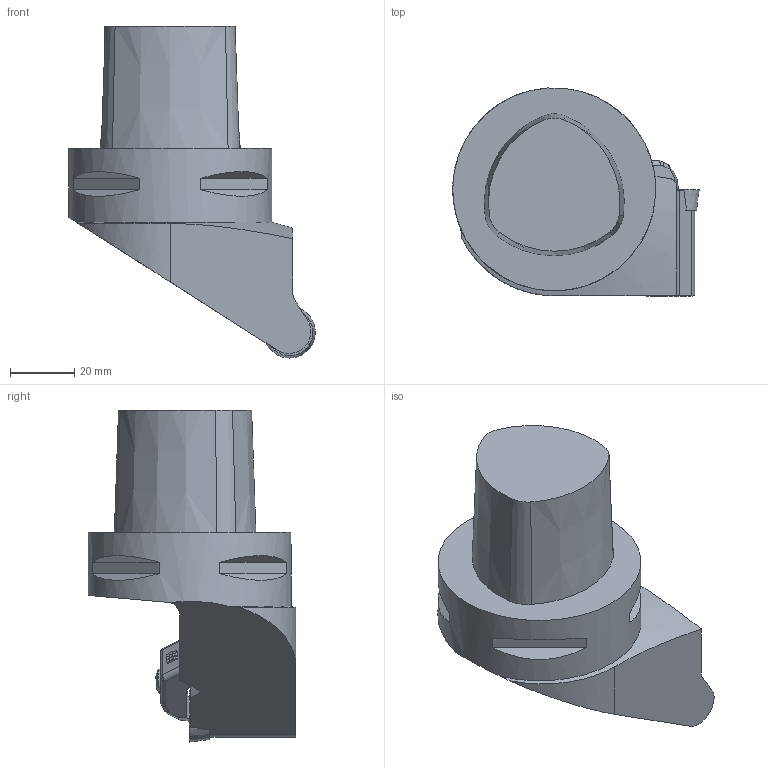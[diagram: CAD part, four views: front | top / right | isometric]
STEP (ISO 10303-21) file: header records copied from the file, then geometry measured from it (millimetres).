
FILE_DESCRIPTION(/* description */ (''),/* implementation_level */ '2;1');
FILE_NAME(/* name */ 'C6-DRSCL-45065-16JETI_Basic.stp',/* time_stamp */ '2024-01-31T14:55:26+05:00',/* author */ (''),/* organization */ (''),/* preprocessor_version */ 'ST-DEVELOPER v16.7',/* originating_system */ 'SIEMENS PLM Software NX 12.0',/* authorisation */ '');
FILE_SCHEMA (('AUTOMOTIVE_DESIGN { 1 0 10303 214 3 1 1 1 }'));
Length unit declared in the file: millimetre
Products named in the file (4): CUT; NOCUT; ASSEMBLY_CONSTRUCTION; A2692526_01_stp_stp_stp
Assembly tree (3 placements, depth 2):
  A2692526_01_stp_stp_stp
    ASSEMBLY_CONSTRUCTION
    NOCUT
    CUT
Bounding box: 76.5 x 64.44 x 103 mm (x, y, z)
Volume: 172719 mm3; surface area: 23428.6 mm2
Topology: 2 solids, 2 shells, 243 faces, 661 edges, 440 vertices
Faces by surface type: plane 101, extrusion 80, cylinder 40, cone 16, sphere 3, torus 2, bspline 1
Full cylindrical faces by diameter (mm): 3.9 x1, 5.6 x1, 6.7 x1, 7.467 x1, 8 x1, 63 x1
Entity records: 8652 total; most frequent: CARTESIAN_POINT 2654, ORIENTED_EDGE 1290, DIRECTION 1006, EDGE_CURVE 645, VERTEX_POINT 429, VECTOR 424, LINE 344, AXIS2_PLACEMENT_3D 291
